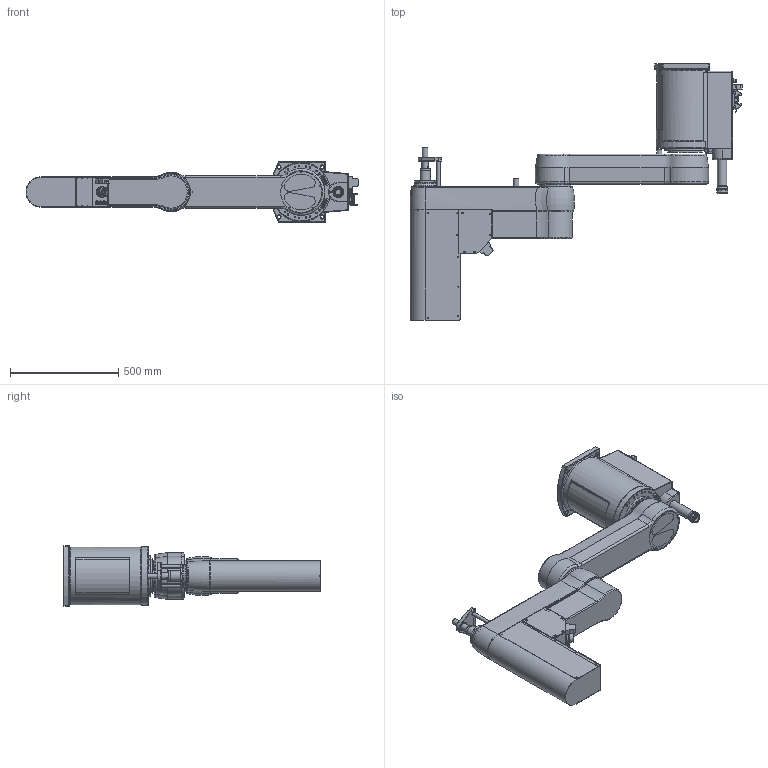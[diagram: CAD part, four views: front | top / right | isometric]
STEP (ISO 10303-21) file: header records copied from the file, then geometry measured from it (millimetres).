
FILE_DESCRIPTION (( 'STEP AP203' ), '1' );
FILE_NAME ('STH200-1200.STEP', '2021-12-23T08:12:14', ( '' ), ( '' ), 'SwSTEP 2.0', 'SolidWorks 2018', '' );
FILE_SCHEMA (( 'CONFIG_CONTROL_DESIGN' ));
Length unit declared in the file: millimetre
Products named in the file (1): STH200-1200
Bounding box: 1532.32 x 1183 x 280 mm (x, y, z)
Surface area: 3091061.4 mm2 (no closed solid volume)
Topology: 0 solids, 118 shells, 817 faces, 3112 edges, 2355 vertices
Faces by surface type: cylinder 352, plane 349, bspline 54, torus 47, cone 15
Full cylindrical faces by diameter (mm): 2.5 x2, 3.3 x12, 3.4 x1, 3.5 x9, 4.5 x10, 4.6 x10, 5 x1, 6 x7, 6.8 x16, 8 x5, 8.8 x5, 9 x14, 10 x16, 14 x16, 15 x6, 16 x3, 18 x4, 20 x4, 22 x2, 25 x3, 26 x1, 30 x3, 30.6 x1, 34 x1, 35 x3, 37.5 x1, 38 x2, 42 x1, 44 x3, 46 x1
Entity records: 38890 total; most frequent: CARTESIAN_POINT 13847, DIRECTION 5198, ORIENTED_EDGE 3997, EDGE_CURVE 2851, VERTEX_POINT 2306, AXIS2_PLACEMENT_3D 1951, EDGE_LOOP 1432, VECTOR 1296
